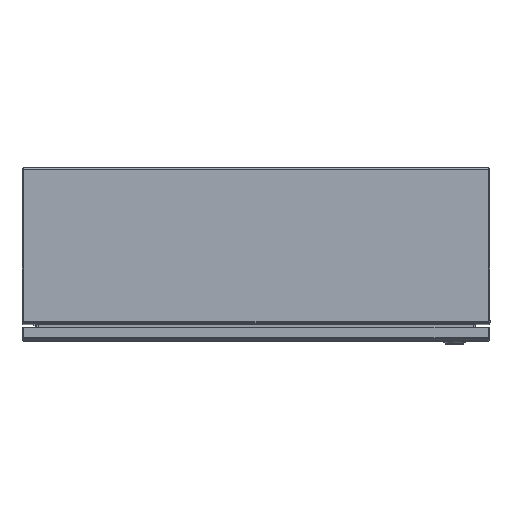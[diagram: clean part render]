
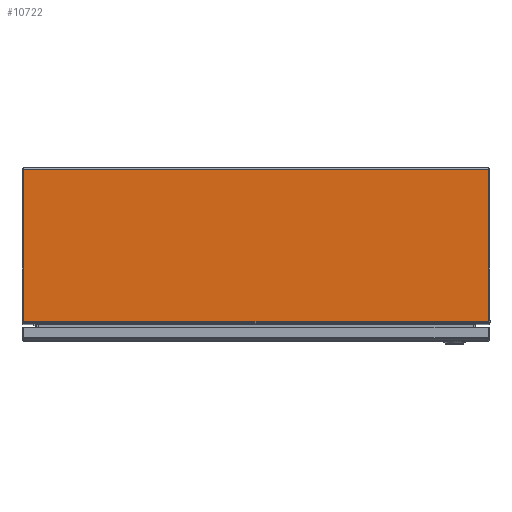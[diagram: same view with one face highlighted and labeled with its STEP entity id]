
A CAD part, top view. The second image highlights one B-rep face of the part: STEP entity #10722.
In plain terms, the highlighted planar face has unit normal (0, 0, 1).
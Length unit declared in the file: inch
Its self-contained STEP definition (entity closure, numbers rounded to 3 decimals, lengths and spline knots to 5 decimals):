
#156 = AXIS2_PLACEMENT_3D ( 'NONE', #1336, #24899, #17304 ) ;
#403 = ORIENTED_EDGE ( 'NONE', *, *, #1494, .F. ) ;
#760 = PLANE ( 'NONE',  #5151 ) ;
#907 = EDGE_LOOP ( 'NONE', ( #403, #26026, #8857, #11134, #29555, #1055 ) ) ;
#1055 = ORIENTED_EDGE ( 'NONE', *, *, #15700, .F. ) ;
#1336 = CARTESIAN_POINT ( 'NONE',  ( -11.54553, -7.76322, 18. ) ) ;
#1494 = EDGE_CURVE ( 'NONE', #22745, #9875, #26865, .T. ) ;
#2429 = VERTEX_POINT ( 'NONE', #26498 ) ;
#3979 = EDGE_CURVE ( 'NONE', #6190, #6227, #12407, .T. ) ;
#4489 = DIRECTION ( 'NONE',  ( 0., -1., 0. ) ) ;
#4641 = DIRECTION ( 'NONE',  ( 0., 0., -1. ) ) ;
#5151 = AXIS2_PLACEMENT_3D ( 'NONE', #6016, #24921, #12686 ) ;
#5334 = EDGE_CURVE ( 'NONE', #26698, #6190, #8827, .T. ) ;
#5830 = LINE ( 'NONE', #26718, #17943 ) ;
#6016 = CARTESIAN_POINT ( 'NONE',  ( 83.298, -0.072, 18. ) ) ;
#6190 = VERTEX_POINT ( 'NONE', #29979 ) ;
#6227 = VERTEX_POINT ( 'NONE', #21616 ) ;
#7568 = VECTOR ( 'NONE', #27543, 39.37008 ) ;
#8051 = VECTOR ( 'NONE', #4489, 39.37008 ) ;
#8827 = LINE ( 'NONE', #13780, #8051 ) ;
#8857 = ORIENTED_EDGE ( 'NONE', *, *, #3979, .F. ) ;
#9875 = VERTEX_POINT ( 'NONE', #25136 ) ;
#9938 = LINE ( 'NONE', #26661, #26213 ) ;
#10722 = ADVANCED_FACE ( 'NONE', ( #29540 ), #760, .F. ) ;
#11134 = ORIENTED_EDGE ( 'NONE', *, *, #5334, .F. ) ;
#11578 = LINE ( 'NONE', #21033, #7568 ) ;
#12407 = CIRCLE ( 'NONE', #27725, 0.38236 ) ;
#12686 = DIRECTION ( 'NONE',  ( 0., 1., 0. ) ) ;
#13780 = CARTESIAN_POINT ( 'NONE',  ( 11.92789, -0.072, 18. ) ) ;
#14455 = CARTESIAN_POINT ( 'NONE',  ( 11.92789, -0.108, 18. ) ) ;
#15700 = EDGE_CURVE ( 'NONE', #9875, #2429, #9938, .T. ) ;
#17097 = DIRECTION ( 'NONE',  ( 0., 1., 0. ) ) ;
#17304 = DIRECTION ( 'NONE',  ( 0., 1., 0. ) ) ;
#17943 = VECTOR ( 'NONE', #26882, 39.37008 ) ;
#20631 = CARTESIAN_POINT ( 'NONE',  ( -11.90555, -7.892, 18. ) ) ;
#21033 = CARTESIAN_POINT ( 'NONE',  ( 83.298, -7.892, 18. ) ) ;
#21616 = CARTESIAN_POINT ( 'NONE',  ( 11.90555, -7.892, 18. ) ) ;
#22745 = VERTEX_POINT ( 'NONE', #20631 ) ;
#23670 = DIRECTION ( 'NONE',  ( 0., 1., 0. ) ) ;
#24899 = DIRECTION ( 'NONE',  ( 0., 0., -1. ) ) ;
#24921 = DIRECTION ( 'NONE',  ( 0., 0., -1. ) ) ;
#25136 = CARTESIAN_POINT ( 'NONE',  ( -11.92789, -7.76322, 18. ) ) ;
#26026 = ORIENTED_EDGE ( 'NONE', *, *, #29180, .F. ) ;
#26213 = VECTOR ( 'NONE', #17097, 39.37008 ) ;
#26298 = CARTESIAN_POINT ( 'NONE',  ( 11.54553, -7.76322, 18. ) ) ;
#26498 = CARTESIAN_POINT ( 'NONE',  ( -11.92789, -0.108, 18. ) ) ;
#26661 = CARTESIAN_POINT ( 'NONE',  ( -11.92789, -0.072, 18. ) ) ;
#26698 = VERTEX_POINT ( 'NONE', #14455 ) ;
#26718 = CARTESIAN_POINT ( 'NONE',  ( -11.892, -0.108, 18. ) ) ;
#26865 = CIRCLE ( 'NONE', #156, 0.38236 ) ;
#26882 = DIRECTION ( 'NONE',  ( 1., 0., 0. ) ) ;
#27543 = DIRECTION ( 'NONE',  ( -1., 0., 0. ) ) ;
#27725 = AXIS2_PLACEMENT_3D ( 'NONE', #26298, #4641, #23670 ) ;
#28469 = EDGE_CURVE ( 'NONE', #2429, #26698, #5830, .T. ) ;
#29180 = EDGE_CURVE ( 'NONE', #6227, #22745, #11578, .T. ) ;
#29540 = FACE_OUTER_BOUND ( 'NONE', #907, .T. ) ;
#29555 = ORIENTED_EDGE ( 'NONE', *, *, #28469, .F. ) ;
#29979 = CARTESIAN_POINT ( 'NONE',  ( 11.92789, -7.76322, 18. ) ) ;
